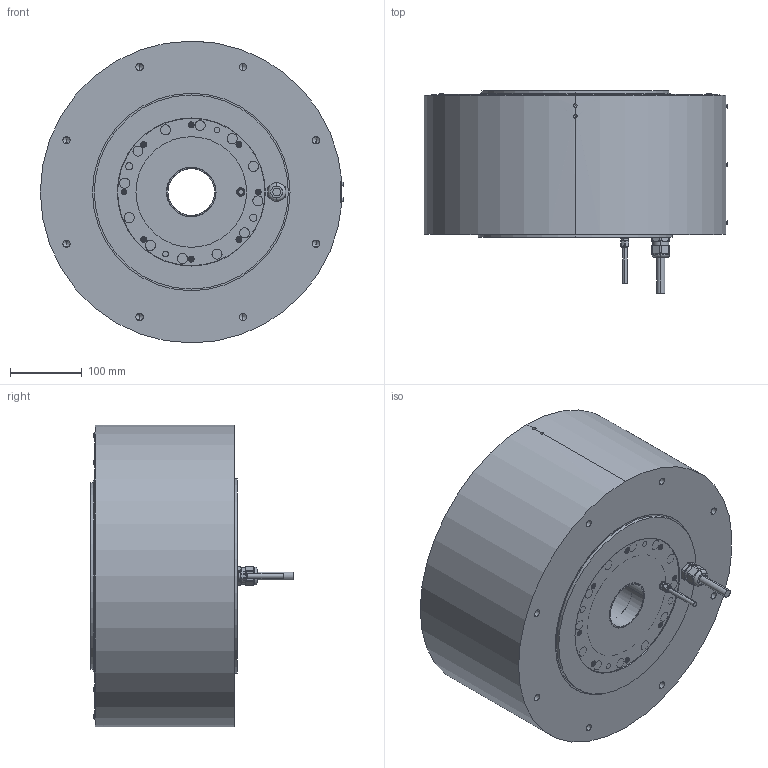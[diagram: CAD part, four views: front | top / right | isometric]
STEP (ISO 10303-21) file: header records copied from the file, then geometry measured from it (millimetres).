
FILE_DESCRIPTION (( 'STEP AP214' ), '1' );
FILE_NAME ('DD400-200-LSP5(ABS).STEP', '2014-11-05T09:14:18', ( ' ' ), ( ' ' ), 'SwSTEP 2.0', 'SolidWorks 2011', '' );
FILE_SCHEMA (( 'AUTOMOTIVE_DESIGN' ));
Length unit declared in the file: millimetre
Products named in the file (1): DD400-200-LSP5(ABS)
Bounding box: 422 x 281.8 x 420 mm (x, y, z)
Volume: 10054117.4 mm3; surface area: 1322321.4 mm2
Topology: 32 solids, 32 shells, 1270 faces, 3226 edges, 1974 vertices
Faces by surface type: cylinder 704, cone 241, plane 204, torus 66, sphere 52, bspline 3
Entity records: 54375 total; most frequent: CARTESIAN_POINT 9866, DIRECTION 6598, ORIENTED_EDGE 6144, EDGE_CURVE 3072, AXIS2_PLACEMENT_3D 2709, VERTEX_POINT 1974, EDGE_LOOP 1476, CIRCLE 1441
